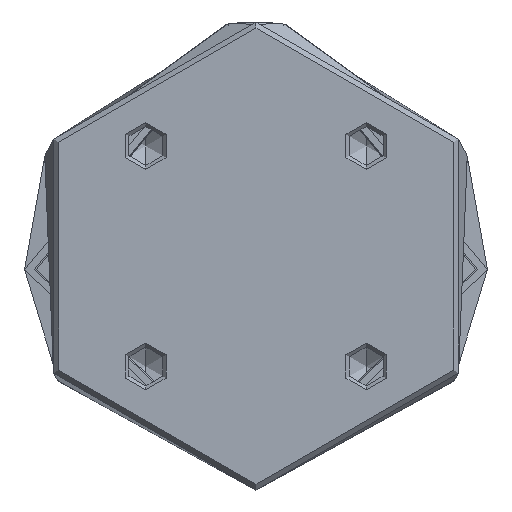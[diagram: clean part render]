
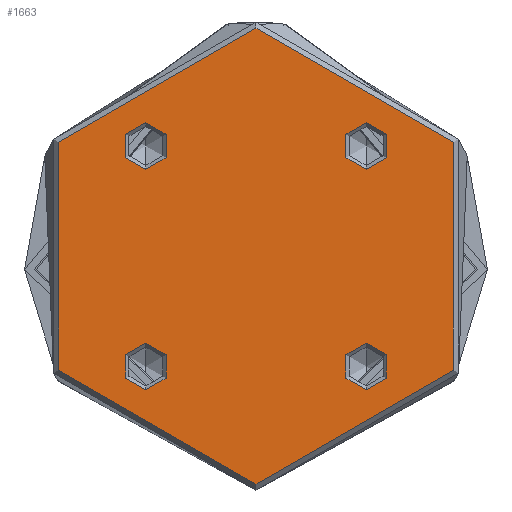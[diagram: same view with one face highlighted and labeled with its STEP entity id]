
A CAD part, front view. The second image highlights one B-rep face of the part: STEP entity #1663.
In plain terms, the highlighted face is planar.
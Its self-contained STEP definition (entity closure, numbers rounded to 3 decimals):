
#22 = ORIENTED_EDGE ( 'NONE', *, *, #3187, .T. ) ;
#94 = CIRCLE ( 'NONE', #2323, 6. ) ;
#265 = AXIS2_PLACEMENT_3D ( 'NONE', #7591, #7486, #7462 ) ;
#273 = ORIENTED_EDGE ( 'NONE', *, *, #5421, .F. ) ;
#490 = CARTESIAN_POINT ( 'NONE',  ( -58.5, 0., 0. ) ) ;
#502 = EDGE_CURVE ( 'NONE', #6915, #6963, #7326, .T. ) ;
#506 = CARTESIAN_POINT ( 'NONE',  ( -28.284, 28.284, 0. ) ) ;
#733 = ORIENTED_EDGE ( 'NONE', *, *, #3523, .T. ) ;
#916 = FACE_BOUND ( 'NONE', #5944, .T. ) ;
#920 = DIRECTION ( 'NONE',  ( 0., 0., -1. ) ) ;
#1007 = CARTESIAN_POINT ( 'NONE',  ( 22.284, 28.284, 0. ) ) ;
#1045 = EDGE_CURVE ( 'NONE', #2726, #3530, #5219, .T. ) ;
#1107 = EDGE_CURVE ( 'NONE', #7865, #3115, #4829, .T. ) ;
#1122 = DIRECTION ( 'NONE',  ( 0., 0., 1. ) ) ;
#1145 = DIRECTION ( 'NONE',  ( -1., 0., 0. ) ) ;
#1315 = DIRECTION ( 'NONE',  ( 0., 0., 1. ) ) ;
#1368 = EDGE_LOOP ( 'NONE', ( #4115, #733 ) ) ;
#1663 = ADVANCED_FACE ( 'NONE', ( #7323, #5698, #916, #2595, #4070 ), #7508, .F. ) ;
#1668 = CARTESIAN_POINT ( 'NONE',  ( 34.284, 28.284, 0. ) ) ;
#1824 = CARTESIAN_POINT ( 'NONE',  ( -34.284, -28.284, 0. ) ) ;
#1911 = DIRECTION ( 'NONE',  ( 0., 0., 1. ) ) ;
#2323 = AXIS2_PLACEMENT_3D ( 'NONE', #5067, #1315, #5679 ) ;
#2327 = ORIENTED_EDGE ( 'NONE', *, *, #502, .F. ) ;
#2479 = DIRECTION ( 'NONE',  ( 0., 0., 1. ) ) ;
#2481 = CARTESIAN_POINT ( 'NONE',  ( 28.284, -28.284, 0. ) ) ;
#2595 = FACE_BOUND ( 'NONE', #2867, .T. ) ;
#2624 = CIRCLE ( 'NONE', #3835, 6. ) ;
#2686 = AXIS2_PLACEMENT_3D ( 'NONE', #4873, #1122, #5496 ) ;
#2726 = VERTEX_POINT ( 'NONE', #2979 ) ;
#2792 = AXIS2_PLACEMENT_3D ( 'NONE', #2481, #6830, #3112 ) ;
#2812 = CIRCLE ( 'NONE', #2686, 6. ) ;
#2815 = ORIENTED_EDGE ( 'NONE', *, *, #1045, .T. ) ;
#2867 = EDGE_LOOP ( 'NONE', ( #6800, #2327 ) ) ;
#2979 = CARTESIAN_POINT ( 'NONE',  ( 34.284, -28.284, 0. ) ) ;
#3090 = AXIS2_PLACEMENT_3D ( 'NONE', #5617, #1911, #6229 ) ;
#3112 = DIRECTION ( 'NONE',  ( 1., 0., 0. ) ) ;
#3115 = VERTEX_POINT ( 'NONE', #490 ) ;
#3187 = EDGE_CURVE ( 'NONE', #3115, #7865, #6237, .T. ) ;
#3217 = VERTEX_POINT ( 'NONE', #5005 ) ;
#3308 = ORIENTED_EDGE ( 'NONE', *, *, #5880, .T. ) ;
#3430 = DIRECTION ( 'NONE',  ( 0., 0., -1. ) ) ;
#3440 = EDGE_LOOP ( 'NONE', ( #273, #3846 ) ) ;
#3453 = DIRECTION ( 'NONE',  ( 1., 0., 0. ) ) ;
#3508 = CARTESIAN_POINT ( 'NONE',  ( 28.284, -28.284, 0. ) ) ;
#3523 = EDGE_CURVE ( 'NONE', #3217, #7441, #5568, .T. ) ;
#3530 = VERTEX_POINT ( 'NONE', #4286 ) ;
#3663 = VERTEX_POINT ( 'NONE', #3801 ) ;
#3770 = CARTESIAN_POINT ( 'NONE',  ( -34.284, 28.284, 0. ) ) ;
#3801 = CARTESIAN_POINT ( 'NONE',  ( -22.284, -28.284, 0. ) ) ;
#3835 = AXIS2_PLACEMENT_3D ( 'NONE', #6186, #2479, #6829 ) ;
#3845 = AXIS2_PLACEMENT_3D ( 'NONE', #4674, #920, #5301 ) ;
#3846 = ORIENTED_EDGE ( 'NONE', *, *, #5030, .F. ) ;
#3850 = CIRCLE ( 'NONE', #3845, 6. ) ;
#3950 = AXIS2_PLACEMENT_3D ( 'NONE', #3508, #3430, #3453 ) ;
#4070 = FACE_OUTER_BOUND ( 'NONE', #6919, .T. ) ;
#4115 = ORIENTED_EDGE ( 'NONE', *, *, #6752, .T. ) ;
#4286 = CARTESIAN_POINT ( 'NONE',  ( 22.284, -28.284, 0. ) ) ;
#4287 = ORIENTED_EDGE ( 'NONE', *, *, #1107, .T. ) ;
#4383 = AXIS2_PLACEMENT_3D ( 'NONE', #506, #4895, #1145 ) ;
#4403 = CARTESIAN_POINT ( 'NONE',  ( 28.284, 28.284, 0. ) ) ;
#4674 = CARTESIAN_POINT ( 'NONE',  ( -28.284, 28.284, 0. ) ) ;
#4829 = CIRCLE ( 'NONE', #6851, 58.5 ) ;
#4873 = CARTESIAN_POINT ( 'NONE',  ( -28.284, -28.284, 0. ) ) ;
#4895 = DIRECTION ( 'NONE',  ( 0., 0., -1. ) ) ;
#4941 = VERTEX_POINT ( 'NONE', #1824 ) ;
#5005 = CARTESIAN_POINT ( 'NONE',  ( -22.284, 28.284, 0. ) ) ;
#5030 = EDGE_CURVE ( 'NONE', #3663, #4941, #2624, .T. ) ;
#5067 = CARTESIAN_POINT ( 'NONE',  ( 28.284, 28.284, 0. ) ) ;
#5219 = CIRCLE ( 'NONE', #3950, 6. ) ;
#5301 = DIRECTION ( 'NONE',  ( -1., 0., 0. ) ) ;
#5421 = EDGE_CURVE ( 'NONE', #4941, #3663, #2812, .T. ) ;
#5496 = DIRECTION ( 'NONE',  ( -1., 0., 0. ) ) ;
#5568 = CIRCLE ( 'NONE', #4383, 6. ) ;
#5617 = CARTESIAN_POINT ( 'NONE',  ( 0., 0., 0. ) ) ;
#5679 = DIRECTION ( 'NONE',  ( 1., 0., 0. ) ) ;
#5698 = FACE_BOUND ( 'NONE', #1368, .T. ) ;
#5840 = CARTESIAN_POINT ( 'NONE',  ( 0., 0., 0. ) ) ;
#5864 = DIRECTION ( 'NONE',  ( 0., 0., 1. ) ) ;
#5880 = EDGE_CURVE ( 'NONE', #3530, #2726, #6487, .T. ) ;
#5944 = EDGE_LOOP ( 'NONE', ( #2815, #3308 ) ) ;
#6075 = CARTESIAN_POINT ( 'NONE',  ( 58.5, 0., 0. ) ) ;
#6186 = CARTESIAN_POINT ( 'NONE',  ( -28.284, -28.284, 0. ) ) ;
#6229 = DIRECTION ( 'NONE',  ( 1., 0., 0. ) ) ;
#6237 = CIRCLE ( 'NONE', #3090, 58.5 ) ;
#6317 = DIRECTION ( 'NONE',  ( 1., 0., 0. ) ) ;
#6324 = DIRECTION ( 'NONE',  ( 1., 0., 0. ) ) ;
#6487 = CIRCLE ( 'NONE', #2792, 6. ) ;
#6523 = EDGE_CURVE ( 'NONE', #6963, #6915, #94, .T. ) ;
#6752 = EDGE_CURVE ( 'NONE', #7441, #3217, #3850, .T. ) ;
#6800 = ORIENTED_EDGE ( 'NONE', *, *, #6523, .F. ) ;
#6829 = DIRECTION ( 'NONE',  ( -1., 0., 0. ) ) ;
#6830 = DIRECTION ( 'NONE',  ( 0., 0., -1. ) ) ;
#6839 = DIRECTION ( 'NONE',  ( 0., 0., 1. ) ) ;
#6851 = AXIS2_PLACEMENT_3D ( 'NONE', #5840, #5864, #6317 ) ;
#6915 = VERTEX_POINT ( 'NONE', #1007 ) ;
#6919 = EDGE_LOOP ( 'NONE', ( #22, #4287 ) ) ;
#6963 = VERTEX_POINT ( 'NONE', #1668 ) ;
#7323 = FACE_BOUND ( 'NONE', #3440, .T. ) ;
#7326 = CIRCLE ( 'NONE', #7843, 6. ) ;
#7441 = VERTEX_POINT ( 'NONE', #3770 ) ;
#7462 = DIRECTION ( 'NONE',  ( -1., 0., 0. ) ) ;
#7486 = DIRECTION ( 'NONE',  ( 0., 0., -1. ) ) ;
#7508 = PLANE ( 'NONE',  #265 ) ;
#7591 = CARTESIAN_POINT ( 'NONE',  ( 0., 0., 0. ) ) ;
#7843 = AXIS2_PLACEMENT_3D ( 'NONE', #4403, #6839, #6324 ) ;
#7865 = VERTEX_POINT ( 'NONE', #6075 ) ;
